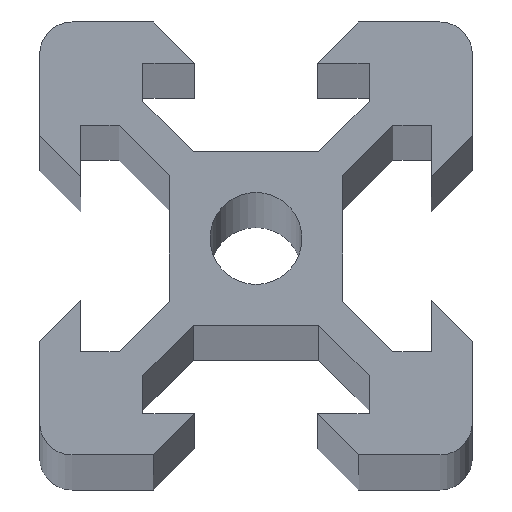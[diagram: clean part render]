
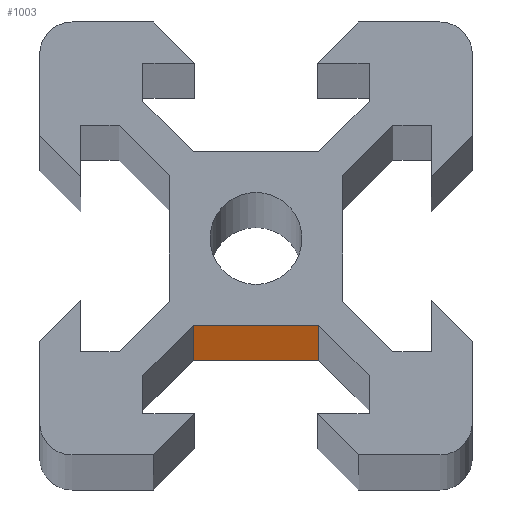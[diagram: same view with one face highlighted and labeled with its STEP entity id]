
A CAD part, top view. The second image highlights one B-rep face of the part: STEP entity #1003.
In plain terms, the highlighted planar face has unit normal (0, -1, 0).
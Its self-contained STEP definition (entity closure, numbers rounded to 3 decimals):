
#30=FACE_OUTER_BOUND('',#83,.T.);
#83=EDGE_LOOP('',(#777,#778,#779,#780));
#131=LINE('',#1398,#268);
#208=LINE('',#1569,#345);
#220=LINE('',#1593,#357);
#221=LINE('',#1595,#358);
#268=VECTOR('',#1132,10.);
#345=VECTOR('',#1227,10.);
#357=VECTOR('',#1253,100.);
#358=VECTOR('',#1256,100.);
#416=VERTEX_POINT('',#1395);
#417=VERTEX_POINT('',#1397);
#501=VERTEX_POINT('',#1566);
#502=VERTEX_POINT('',#1568);
#514=EDGE_CURVE('',#416,#417,#131,.T.);
#599=EDGE_CURVE('',#502,#501,#208,.T.);
#612=EDGE_CURVE('',#416,#502,#220,.T.);
#613=EDGE_CURVE('',#417,#501,#221,.T.);
#777=ORIENTED_EDGE('',*,*,#599,.T.);
#778=ORIENTED_EDGE('',*,*,#613,.F.);
#779=ORIENTED_EDGE('',*,*,#514,.F.);
#780=ORIENTED_EDGE('',*,*,#612,.T.);
#956=PLANE('',#1078);
#1003=ADVANCED_FACE('',(#30),#956,.F.);
#1078=AXIS2_PLACEMENT_3D('',#1594,#1254,#1255);
#1132=DIRECTION('',(1.,0.,0.));
#1227=DIRECTION('',(1.,0.,0.));
#1253=DIRECTION('',(0.,0.,-1.));
#1254=DIRECTION('center_axis',(0.,1.,0.));
#1255=DIRECTION('ref_axis',(0.,0.,1.));
#1256=DIRECTION('',(0.,0.,-1.));
#1395=CARTESIAN_POINT('',(-2.9,-4.,526.));
#1397=CARTESIAN_POINT('',(2.9,-4.,526.));
#1398=CARTESIAN_POINT('',(-5.7,-4.,526.));
#1566=CARTESIAN_POINT('',(2.9,-4.,-404.));
#1568=CARTESIAN_POINT('',(-2.9,-4.,-404.));
#1569=CARTESIAN_POINT('',(-5.7,-4.,-404.));
#1593=CARTESIAN_POINT('',(-2.9,-4.,100.));
#1594=CARTESIAN_POINT('Origin',(-2.9,-4.,100.));
#1595=CARTESIAN_POINT('',(2.9,-4.,100.));
